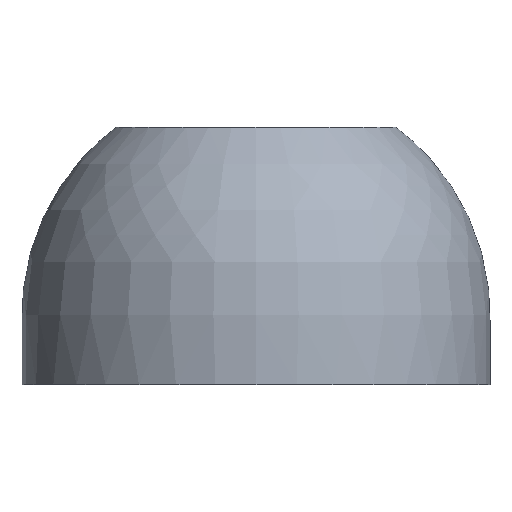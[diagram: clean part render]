
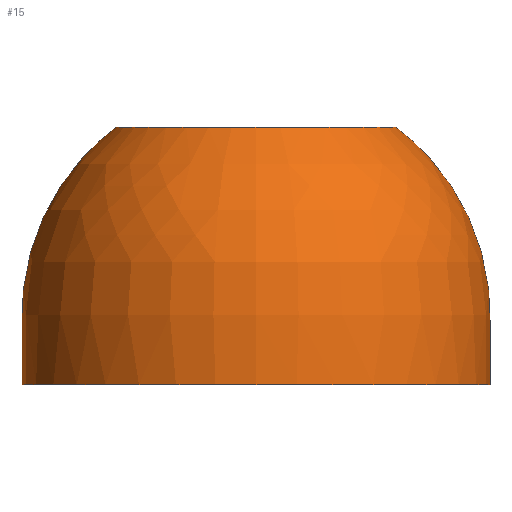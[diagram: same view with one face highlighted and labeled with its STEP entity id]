
A CAD part, front view. The second image highlights one B-rep face of the part: STEP entity #15.
In plain terms, the highlighted free-form (B-spline) face has degree [2, 2] with [5, 5] control points.
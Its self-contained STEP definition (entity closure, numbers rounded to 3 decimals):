
#15=ADVANCED_FACE('',(#17),#49,.T.);
#17=FACE_OUTER_BOUND('',#19,.T.);
#19=EDGE_LOOP('',(#24,#25,#26,#27));
#24=ORIENTED_EDGE('',*,*,#32,.T.);
#25=ORIENTED_EDGE('',*,*,#29,.T.);
#26=ORIENTED_EDGE('',*,*,#30,.T.);
#27=ORIENTED_EDGE('',*,*,#31,.F.);
#29=EDGE_CURVE('',#44,#45,#34,.T.);
#30=EDGE_CURVE('',#45,#47,#37,.T.);
#31=EDGE_CURVE('',#46,#47,#35,.T.);
#32=EDGE_CURVE('',#46,#44,#38,.T.);
#34=(
BOUNDED_CURVE()
B_SPLINE_CURVE(2,(#213,#214,#215,#216,#217),.UNSPECIFIED.,.F.,.F.)
B_SPLINE_CURVE_WITH_KNOTS((3,2,3),(0.,15.,61.571),
 .UNSPECIFIED.)
CURVE()
GEOMETRIC_REPRESENTATION_ITEM()
RATIONAL_B_SPLINE_CURVE((1.,1.,1.,0.894,1.))
REPRESENTATION_ITEM('')
);
#35=(
BOUNDED_CURVE()
B_SPLINE_CURVE(2,(#221,#222,#223,#224,#225),.UNSPECIFIED.,.F.,.F.)
B_SPLINE_CURVE_WITH_KNOTS((3,2,3),(0.,15.,61.571),
 .UNSPECIFIED.)
CURVE()
GEOMETRIC_REPRESENTATION_ITEM()
RATIONAL_B_SPLINE_CURVE((1.,1.,1.,0.894,1.))
REPRESENTATION_ITEM('')
);
#37=TRIMMED_CURVE($,#41,(#219),(#220),.T.,.CARTESIAN.);
#38=TRIMMED_CURVE($,#42,(#227),(#228),.T.,.CARTESIAN.);
#41=CIRCLE('',#139,29.835);
#42=CIRCLE('',#140,50.);
#44=VERTEX_POINT('',#206);
#45=VERTEX_POINT('',#207);
#46=VERTEX_POINT('',#208);
#47=VERTEX_POINT('',#209);
#49=(
BOUNDED_SURFACE()
B_SPLINE_SURFACE(2,2,((#181,#182,#183,#184,#185),(#186,#187,#188,#189,#190),
(#191,#192,#193,#194,#195),(#196,#197,#198,#199,#200),(#201,#202,#203,#204,
#205)),.UNSPECIFIED.,.F.,.F.,.F.)
B_SPLINE_SURFACE_WITH_KNOTS((3,2,3),(3,2,3),(157.08,235.619,
314.159),(0.,15.,61.571),.UNSPECIFIED.)
GEOMETRIC_REPRESENTATION_ITEM()
RATIONAL_B_SPLINE_SURFACE(((1.,1.,1.,0.894,1.),(0.707,
0.707,0.707,0.632,0.707),
(1.,1.,1.,0.894,1.),(0.707,0.707,0.707,
0.632,0.707),(1.,1.,1.,0.894,1.)))
REPRESENTATION_ITEM('')
SURFACE()
);
#139=AXIS2_PLACEMENT_3D($,#218,#147,#148);
#140=AXIS2_PLACEMENT_3D($,#226,#149,#150);
#147=DIRECTION('',(0.,0.,-1.));
#148=DIRECTION('',(1.,0.,0.));
#149=DIRECTION('',(0.,0.,1.));
#150=DIRECTION('',(-1.,0.,0.));
#181=CARTESIAN_POINT('',(-50.,0.,0.));
#182=CARTESIAN_POINT('',(-50.,0.,7.5));
#183=CARTESIAN_POINT('',(-50.,0.,15.));
#184=CARTESIAN_POINT('',(-50.,0.,40.129));
#185=CARTESIAN_POINT('',(-29.835,0.,55.123));
#186=CARTESIAN_POINT('',(-50.,-50.,0.));
#187=CARTESIAN_POINT('',(-50.,-50.,7.5));
#188=CARTESIAN_POINT('',(-50.,-50.,15.));
#189=CARTESIAN_POINT('',(-50.,-50.,40.129));
#190=CARTESIAN_POINT('',(-29.835,-29.835,55.123));
#191=CARTESIAN_POINT('',(0.,-50.,0.));
#192=CARTESIAN_POINT('',(0.,-50.,7.5));
#193=CARTESIAN_POINT('',(0.,-50.,15.));
#194=CARTESIAN_POINT('',(0.,-50.,40.129));
#195=CARTESIAN_POINT('',(0.,-29.835,55.123));
#196=CARTESIAN_POINT('',(50.,-50.,0.));
#197=CARTESIAN_POINT('',(50.,-50.,7.5));
#198=CARTESIAN_POINT('',(50.,-50.,15.));
#199=CARTESIAN_POINT('',(50.,-50.,40.129));
#200=CARTESIAN_POINT('',(29.835,-29.835,55.123));
#201=CARTESIAN_POINT('',(50.,0.,0.));
#202=CARTESIAN_POINT('',(50.,0.,7.5));
#203=CARTESIAN_POINT('',(50.,0.,15.));
#204=CARTESIAN_POINT('',(50.,0.,40.129));
#205=CARTESIAN_POINT('',(29.835,0.,55.123));
#206=CARTESIAN_POINT('',(50.,0.,0.));
#207=CARTESIAN_POINT('',(29.835,0.,55.123));
#208=CARTESIAN_POINT('',(-50.,0.,0.));
#209=CARTESIAN_POINT('',(-29.835,0.,55.123));
#213=CARTESIAN_POINT('',(50.,0.,0.));
#214=CARTESIAN_POINT('',(50.,0.,7.5));
#215=CARTESIAN_POINT('',(50.,0.,15.));
#216=CARTESIAN_POINT('',(50.,0.,40.129));
#217=CARTESIAN_POINT('',(29.835,0.,55.123));
#218=CARTESIAN_POINT('',(0.,0.,55.123));
#219=CARTESIAN_POINT('',(29.835,0.,55.123));
#220=CARTESIAN_POINT('',(-29.835,0.,55.123));
#221=CARTESIAN_POINT('',(-50.,0.,0.));
#222=CARTESIAN_POINT('',(-50.,0.,7.5));
#223=CARTESIAN_POINT('',(-50.,0.,15.));
#224=CARTESIAN_POINT('',(-50.,0.,40.129));
#225=CARTESIAN_POINT('',(-29.835,0.,55.123));
#226=CARTESIAN_POINT('',(0.,0.,0.));
#227=CARTESIAN_POINT('',(-50.,0.,0.));
#228=CARTESIAN_POINT('',(50.,0.,0.));
